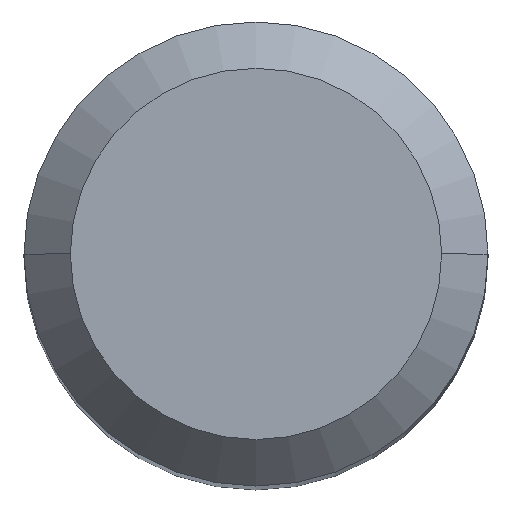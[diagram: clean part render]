
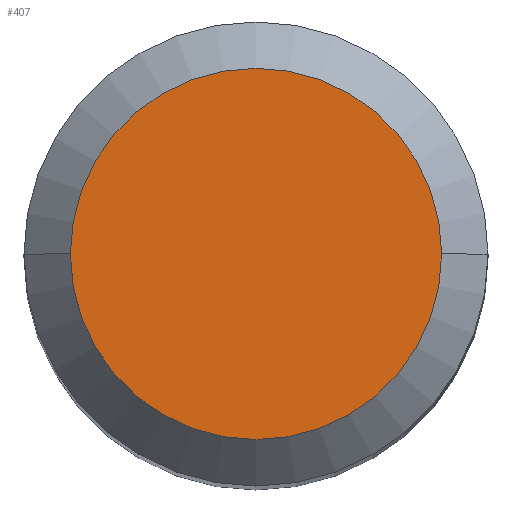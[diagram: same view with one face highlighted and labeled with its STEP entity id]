
A CAD part, top view. The second image highlights one B-rep face of the part: STEP entity #407.
In plain terms, the highlighted planar face has unit normal (0, 0, 1).
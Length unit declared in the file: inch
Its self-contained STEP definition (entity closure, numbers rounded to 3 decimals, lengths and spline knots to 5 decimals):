
#24 = EDGE_LOOP ( 'NONE', ( #350, #378 ) ) ;
#28 = AXIS2_PLACEMENT_3D ( 'NONE', #301, #292, #456 ) ;
#104 = FACE_OUTER_BOUND ( 'NONE', #24, .T. ) ;
#133 = AXIS2_PLACEMENT_3D ( 'NONE', #397, #472, #392 ) ;
#137 = AXIS2_PLACEMENT_3D ( 'NONE', #179, #414, #331 ) ;
#179 = CARTESIAN_POINT ( 'NONE',  ( 0., 0., 0. ) ) ;
#183 = EDGE_CURVE ( 'NONE', #291, #398, #460, .T. ) ;
#259 = PLANE ( 'NONE',  #137 ) ;
#284 = EDGE_CURVE ( 'NONE', #398, #291, #349, .T. ) ;
#291 = VERTEX_POINT ( 'NONE', #375 ) ;
#292 = DIRECTION ( 'NONE',  ( 0., 0., 1. ) ) ;
#293 = CARTESIAN_POINT ( 'NONE',  ( -0.15748, 0., 0. ) ) ;
#301 = CARTESIAN_POINT ( 'NONE',  ( 0., 0., 0. ) ) ;
#331 = DIRECTION ( 'NONE',  ( -1., 0., 0. ) ) ;
#349 = CIRCLE ( 'NONE', #28, 0.15748 ) ;
#350 = ORIENTED_EDGE ( 'NONE', *, *, #284, .T. ) ;
#375 = CARTESIAN_POINT ( 'NONE',  ( 0.15748, 0., 0. ) ) ;
#378 = ORIENTED_EDGE ( 'NONE', *, *, #183, .T. ) ;
#392 = DIRECTION ( 'NONE',  ( 1., 0., 0. ) ) ;
#397 = CARTESIAN_POINT ( 'NONE',  ( 0., 0., 0. ) ) ;
#398 = VERTEX_POINT ( 'NONE', #293 ) ;
#407 = ADVANCED_FACE ( 'NONE', ( #104 ), #259, .F. ) ;
#414 = DIRECTION ( 'NONE',  ( 0., 0., -1. ) ) ;
#456 = DIRECTION ( 'NONE',  ( 1., 0., 0. ) ) ;
#460 = CIRCLE ( 'NONE', #133, 0.15748 ) ;
#472 = DIRECTION ( 'NONE',  ( 0., 0., 1. ) ) ;
